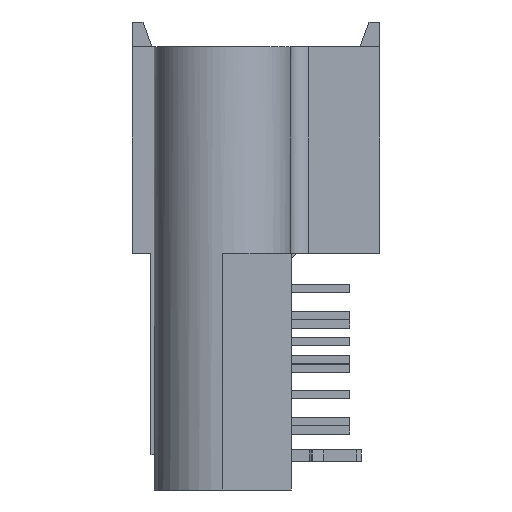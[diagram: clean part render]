
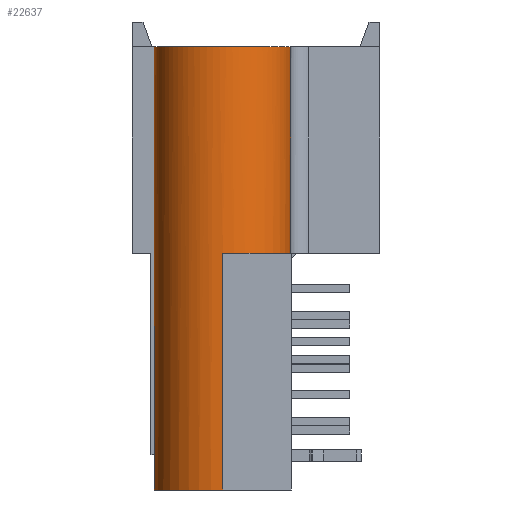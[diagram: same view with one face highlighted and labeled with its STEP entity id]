
A CAD part, left-side view. The second image highlights one B-rep face of the part: STEP entity #22637.
In plain terms, the highlighted cylindrical face has radius 3.88 mm (diameter 7.76 mm), a partial arc.
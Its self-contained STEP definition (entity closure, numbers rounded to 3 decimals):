
#463=CARTESIAN_POINT('',(-21.975,1.88,0.));
#464=DIRECTION('',(0.,0.,1.));
#465=DIRECTION('',(0.,1.,0.));
#466=AXIS2_PLACEMENT_3D('',#463,#464,#465);
#6822=CARTESIAN_POINT('',(-21.975,1.88,-11.7));
#6823=DIRECTION('',(0.,0.,1.));
#6824=DIRECTION('',(-1.,0.,0.));
#6825=AXIS2_PLACEMENT_3D('',#6822,#6823,#6824);
#6827=DIRECTION('',(0.,0.,-1.));
#6828=VECTOR('',#6827,13.4);
#6829=CARTESIAN_POINT('',(-25.855,1.88,-11.7));
#6830=LINE('',#6829,#6828);
#6839=CARTESIAN_POINT('',(-21.975,1.88,-25.1));
#6840=DIRECTION('',(0.,0.,1.));
#6841=DIRECTION('',(0.,1.,0.));
#6842=AXIS2_PLACEMENT_3D('',#6839,#6840,#6841);
#6881=DIRECTION('',(0.,0.,-1.));
#6882=VECTOR('',#6881,25.1);
#6883=CARTESIAN_POINT('',(-21.975,5.76,0.));
#6884=LINE('',#6883,#6882);
#6972=DIRECTION('',(0.,0.,-1.));
#6973=VECTOR('',#6972,11.7);
#6974=CARTESIAN_POINT('',(-22.353,-1.982,0.));
#6975=LINE('',#6974,#6973);
#10373=CARTESIAN_POINT('',(-21.975,5.76,0.));
#10374=VERTEX_POINT('',#10373);
#10375=CARTESIAN_POINT('',(-22.353,-1.982,0.));
#10376=VERTEX_POINT('',#10375);
#10413=CARTESIAN_POINT('',(-21.975,5.76,-25.1));
#10414=CARTESIAN_POINT('',(-25.855,1.88,-25.1));
#10415=VERTEX_POINT('',#10413);
#10416=VERTEX_POINT('',#10414);
#10429=CARTESIAN_POINT('',(-25.855,1.88,-11.7));
#10430=VERTEX_POINT('',#10429);
#10437=CARTESIAN_POINT('',(-22.353,-1.982,-11.7));
#10438=VERTEX_POINT('',#10437);
#22620=CARTESIAN_POINT('',(-21.975,1.88,0.));
#22621=DIRECTION('',(0.,0.,1.));
#22622=DIRECTION('',(1.,0.,0.));
#22623=AXIS2_PLACEMENT_3D('',#22620,#22621,#22622);
#22624=CYLINDRICAL_SURFACE('',#22623,3.88);
#22625=ORIENTED_EDGE('',*,*,#22595,.F.);
#22627=ORIENTED_EDGE('',*,*,#22626,.T.);
#22629=ORIENTED_EDGE('',*,*,#22628,.F.);
#22631=ORIENTED_EDGE('',*,*,#22630,.F.);
#22632=ORIENTED_EDGE('',*,*,#14124,.T.);
#22634=ORIENTED_EDGE('',*,*,#22633,.T.);
#22635=EDGE_LOOP('',(#22625,#22627,#22629,#22631,#22632,#22634));
#22636=FACE_OUTER_BOUND('',#22635,.F.);
#467=CIRCLE('',#466,3.88);
#6826=CIRCLE('',#6825,3.88);
#6843=CIRCLE('',#6842,3.88);
#14124=EDGE_CURVE('',#10374,#10376,#467,.T.);
#22595=EDGE_CURVE('',#10430,#10438,#6826,.T.);
#22626=EDGE_CURVE('',#10430,#10416,#6830,.T.);
#22628=EDGE_CURVE('',#10415,#10416,#6843,.T.);
#22630=EDGE_CURVE('',#10374,#10415,#6884,.T.);
#22633=EDGE_CURVE('',#10376,#10438,#6975,.T.);
#22637=ADVANCED_FACE('',(#22636),#22624,.T.);
